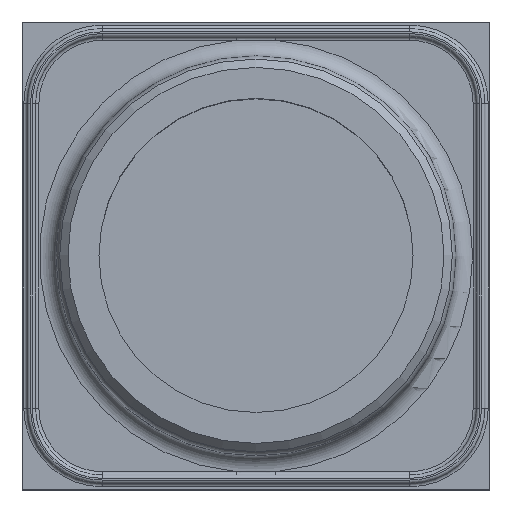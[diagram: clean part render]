
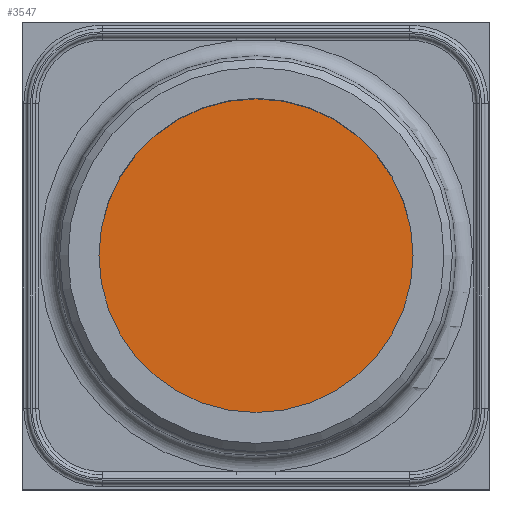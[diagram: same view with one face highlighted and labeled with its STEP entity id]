
A CAD part, top view. The second image highlights one B-rep face of the part: STEP entity #3547.
In plain terms, the highlighted planar face has unit normal (0, 0, 1).
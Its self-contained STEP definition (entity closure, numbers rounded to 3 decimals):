
#1449 = DIRECTION ( 'NONE',  ( 0., 0., 1. ) ) ;
#1475 = CARTESIAN_POINT ( 'NONE',  ( 0., 0., 0.35 ) ) ;
#1638 = FACE_OUTER_BOUND ( 'NONE', #3492, .T. ) ;
#1742 = DIRECTION ( 'NONE',  ( 1., 0., 0. ) ) ;
#1814 = AXIS2_PLACEMENT_3D ( 'NONE', #3505, #1449, #1742 ) ;
#2128 = CIRCLE ( 'NONE', #1814, 0.94 ) ;
#2649 = ORIENTED_EDGE ( 'NONE', *, *, #3078, .T. ) ;
#2657 = DIRECTION ( 'NONE',  ( 1., 0., 0. ) ) ;
#2821 = PLANE ( 'NONE',  #3044 ) ;
#2969 = CARTESIAN_POINT ( 'NONE',  ( 0.94, 0., 0.35 ) ) ;
#3044 = AXIS2_PLACEMENT_3D ( 'NONE', #1475, #3781, #2657 ) ;
#3078 = EDGE_CURVE ( 'NONE', #3234, #3234, #2128, .T. ) ;
#3234 = VERTEX_POINT ( 'NONE', #2969 ) ;
#3492 = EDGE_LOOP ( 'NONE', ( #2649 ) ) ;
#3505 = CARTESIAN_POINT ( 'NONE',  ( 0., 0., 0.35 ) ) ;
#3547 = ADVANCED_FACE ( 'NONE', ( #1638 ), #2821, .T. ) ;
#3781 = DIRECTION ( 'NONE',  ( 0., 0., 1. ) ) ;
